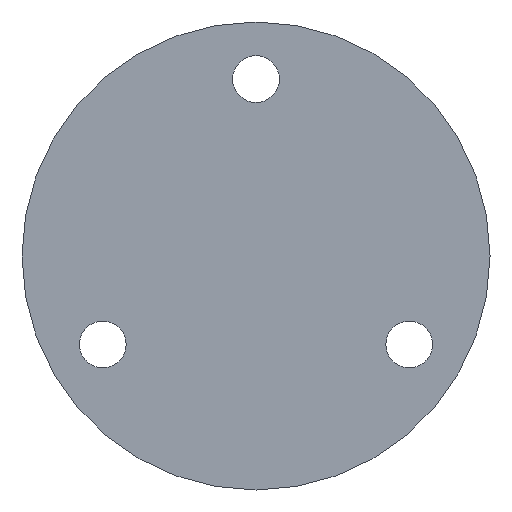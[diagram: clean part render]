
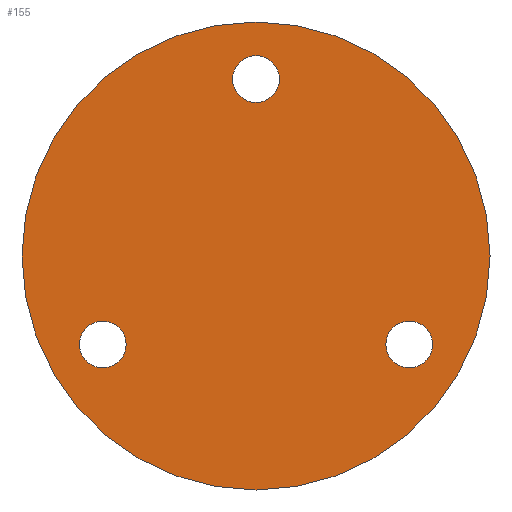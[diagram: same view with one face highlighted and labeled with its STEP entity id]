
A CAD part, front view. The second image highlights one B-rep face of the part: STEP entity #155.
In plain terms, the highlighted planar face has unit normal (0, -1, 0).
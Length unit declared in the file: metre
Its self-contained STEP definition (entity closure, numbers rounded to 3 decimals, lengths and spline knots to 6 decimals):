
#34=ORIENTED_EDGE('',*,*,#54,.F.);
#35=ORIENTED_EDGE('',*,*,#55,.F.);
#36=ORIENTED_EDGE('',*,*,#56,.F.);
#37=ORIENTED_EDGE('',*,*,#57,.F.);
#54=EDGE_CURVE('',#68,#68,#82,.F.);
#55=EDGE_CURVE('',#69,#69,#83,.T.);
#56=EDGE_CURVE('',#70,#70,#84,.T.);
#57=EDGE_CURVE('',#71,#71,#85,.T.);
#68=VERTEX_POINT('',#273);
#69=VERTEX_POINT('',#276);
#70=VERTEX_POINT('',#279);
#71=VERTEX_POINT('',#282);
#82=CIRCLE('',#184,0.0205);
#83=CIRCLE('',#186,0.00205);
#84=CIRCLE('',#188,0.00205);
#85=CIRCLE('',#190,0.00205);
#104=EDGE_LOOP('',(#34));
#105=EDGE_LOOP('',(#35));
#106=EDGE_LOOP('',(#36));
#107=EDGE_LOOP('',(#37));
#132=FACE_BOUND('',#104,.T.);
#133=FACE_BOUND('',#105,.T.);
#134=FACE_BOUND('',#106,.T.);
#135=FACE_BOUND('',#107,.T.);
#146=PLANE('',#191);
#155=ADVANCED_FACE('',(#132,#133,#134,#135),#146,.T.);
#184=AXIS2_PLACEMENT_3D('',#272,#221,#222);
#186=AXIS2_PLACEMENT_3D('',#275,#225,#226);
#188=AXIS2_PLACEMENT_3D('',#278,#229,#230);
#190=AXIS2_PLACEMENT_3D('',#281,#233,#234);
#191=AXIS2_PLACEMENT_3D('',#283,#235,#236);
#221=DIRECTION('',(0.,-1.,0.));
#222=DIRECTION('',(0.,0.,-1.));
#225=DIRECTION('',(0.,-1.,0.));
#226=DIRECTION('',(0.,0.,-1.));
#229=DIRECTION('',(0.,-1.,0.));
#230=DIRECTION('',(0.,0.,-1.));
#233=DIRECTION('',(0.,-1.,0.));
#234=DIRECTION('',(0.,0.,-1.));
#235=DIRECTION('',(0.,-1.,0.));
#236=DIRECTION('',(1.,0.,0.));
#272=CARTESIAN_POINT('',(0.,-0.00575,0.));
#273=CARTESIAN_POINT('',(0.,-0.00575,-0.0205));
#275=CARTESIAN_POINT('',(0.,-0.00575,0.0155));
#276=CARTESIAN_POINT('',(0.,-0.00575,0.01345));
#278=CARTESIAN_POINT('',(-0.013423,-0.00575,-0.00775));
#279=CARTESIAN_POINT('',(-0.013423,-0.00575,-0.0098));
#281=CARTESIAN_POINT('',(0.013423,-0.00575,-0.00775));
#282=CARTESIAN_POINT('',(0.013423,-0.00575,-0.0098));
#283=CARTESIAN_POINT('',(0.12725,-0.00575,0.));
